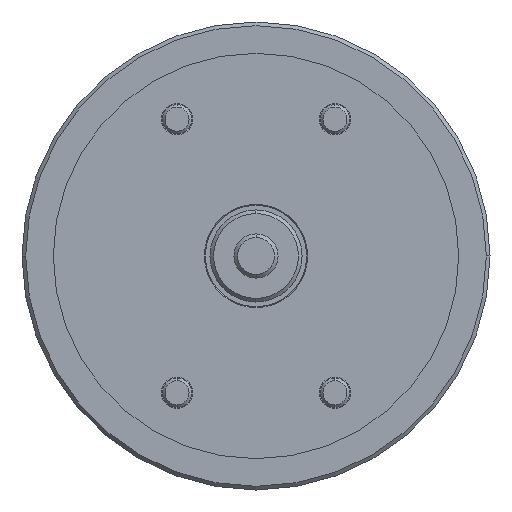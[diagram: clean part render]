
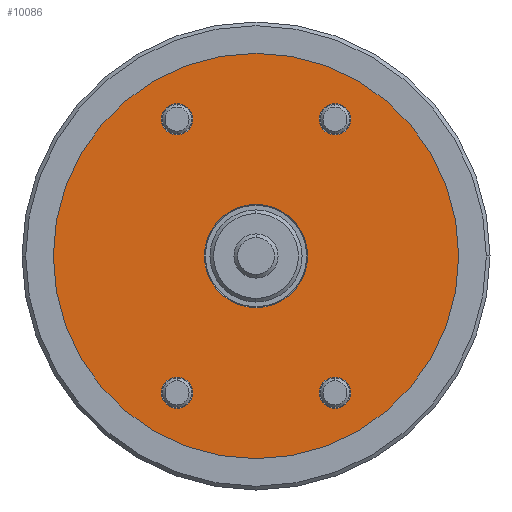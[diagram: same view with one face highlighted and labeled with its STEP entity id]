
A CAD part, left-side view. The second image highlights one B-rep face of the part: STEP entity #10086.
In plain terms, the highlighted planar face has unit normal (-1, 0, 0).
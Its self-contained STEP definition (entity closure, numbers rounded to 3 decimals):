
#8 = EDGE_CURVE ( 'NONE', #2005, #9901, #4549, .T. ) ;
#35 = CARTESIAN_POINT ( 'NONE',  ( 0., 42.863, -65.74 ) ) ;
#148 = DIRECTION ( 'NONE',  ( 0., 0., -1. ) ) ;
#203 = AXIS2_PLACEMENT_3D ( 'NONE', #4335, #9860, #5141 ) ;
#332 = ORIENTED_EDGE ( 'NONE', *, *, #6394, .T. ) ;
#340 = AXIS2_PLACEMENT_3D ( 'NONE', #9227, #4525, #10036 ) ;
#365 = ORIENTED_EDGE ( 'NONE', *, *, #7223, .F. ) ;
#390 = AXIS2_PLACEMENT_3D ( 'NONE', #9592, #4871, #148 ) ;
#442 = CIRCLE ( 'NONE', #2835, 8.5 ) ;
#496 = EDGE_LOOP ( 'NONE', ( #7702, #332 ) ) ;
#522 = ORIENTED_EDGE ( 'NONE', *, *, #2015, .T. ) ;
#761 = CARTESIAN_POINT ( 'NONE',  ( 0., 0., 0. ) ) ;
#858 = EDGE_LOOP ( 'NONE', ( #522, #7424 ) ) ;
#1097 = AXIS2_PLACEMENT_3D ( 'NONE', #7238, #2533, #8045 ) ;
#1317 = FACE_BOUND ( 'NONE', #6274, .T. ) ;
#1388 = AXIS2_PLACEMENT_3D ( 'NONE', #5273, #8402, #4516 ) ;
#1423 = EDGE_CURVE ( 'NONE', #6575, #6478, #442, .T. ) ;
#1535 = DIRECTION ( 'NONE',  ( 0., 0., 1. ) ) ;
#1571 = VERTEX_POINT ( 'NONE', #8806 ) ;
#1635 = DIRECTION ( 'NONE',  ( -1., 0., 0. ) ) ;
#1886 = VERTEX_POINT ( 'NONE', #2949 ) ;
#1936 = CARTESIAN_POINT ( 'NONE',  ( 0., 0., 28. ) ) ;
#1951 = VERTEX_POINT ( 'NONE', #5270 ) ;
#2005 = VERTEX_POINT ( 'NONE', #4368 ) ;
#2015 = EDGE_CURVE ( 'NONE', #4186, #6158, #6210, .T. ) ;
#2295 = DIRECTION ( 'NONE',  ( 1., 0., 0. ) ) ;
#2436 = CIRCLE ( 'NONE', #1097, 28. ) ;
#2454 = CARTESIAN_POINT ( 'NONE',  ( 0., 42.862, 74.24 ) ) ;
#2533 = DIRECTION ( 'NONE',  ( 1., 0., 0. ) ) ;
#2553 = EDGE_LOOP ( 'NONE', ( #4327, #7378 ) ) ;
#2623 = CIRCLE ( 'NONE', #9778, 110. ) ;
#2778 = CARTESIAN_POINT ( 'NONE',  ( 0., 42.863, -74.24 ) ) ;
#2835 = AXIS2_PLACEMENT_3D ( 'NONE', #3007, #8525, #3781 ) ;
#2840 = CARTESIAN_POINT ( 'NONE',  ( 0., 42.862, 82.74 ) ) ;
#2949 = CARTESIAN_POINT ( 'NONE',  ( 0., -42.862, -65.74 ) ) ;
#3007 = CARTESIAN_POINT ( 'NONE',  ( 0., 42.863, -74.24 ) ) ;
#3122 = CIRCLE ( 'NONE', #6075, 110. ) ;
#3158 = FACE_OUTER_BOUND ( 'NONE', #496, .T. ) ;
#3253 = DIRECTION ( 'NONE',  ( 0., -0.866, -0.5 ) ) ;
#3280 = CIRCLE ( 'NONE', #6905, 8.5 ) ;
#3517 = DIRECTION ( 'NONE',  ( 1., 0., 0. ) ) ;
#3550 = DIRECTION ( 'NONE',  ( 0., 0., 1. ) ) ;
#3766 = CARTESIAN_POINT ( 'NONE',  ( 0., 0., 110. ) ) ;
#3781 = DIRECTION ( 'NONE',  ( 0., 0., 1. ) ) ;
#3891 = AXIS2_PLACEMENT_3D ( 'NONE', #2454, #7983, #3253 ) ;
#3896 = CARTESIAN_POINT ( 'NONE',  ( 0., -42.863, 65.74 ) ) ;
#4186 = VERTEX_POINT ( 'NONE', #1936 ) ;
#4190 = EDGE_LOOP ( 'NONE', ( #4247, #6324 ) ) ;
#4247 = ORIENTED_EDGE ( 'NONE', *, *, #6026, .F. ) ;
#4251 = CARTESIAN_POINT ( 'NONE',  ( 0., -42.863, 74.24 ) ) ;
#4325 = CARTESIAN_POINT ( 'NONE',  ( 0., 0., 0. ) ) ;
#4327 = ORIENTED_EDGE ( 'NONE', *, *, #5485, .F. ) ;
#4335 = CARTESIAN_POINT ( 'NONE',  ( 0., -42.862, -74.24 ) ) ;
#4368 = CARTESIAN_POINT ( 'NONE',  ( 0., 42.862, 65.74 ) ) ;
#4516 = DIRECTION ( 'NONE',  ( 0., -0.866, -0.5 ) ) ;
#4525 = DIRECTION ( 'NONE',  ( -1., 0., 0. ) ) ;
#4549 = CIRCLE ( 'NONE', #1388, 8.5 ) ;
#4611 = EDGE_LOOP ( 'NONE', ( #5563, #6202 ) ) ;
#4655 = PLANE ( 'NONE',  #6647 ) ;
#4871 = DIRECTION ( 'NONE',  ( -1., 0., 0. ) ) ;
#5042 = DIRECTION ( 'NONE',  ( 0., 0., -1. ) ) ;
#5064 = VERTEX_POINT ( 'NONE', #6211 ) ;
#5141 = DIRECTION ( 'NONE',  ( 0., 0.866, 0.5 ) ) ;
#5171 = CARTESIAN_POINT ( 'NONE',  ( 0., 0., -28. ) ) ;
#5236 = EDGE_CURVE ( 'NONE', #7092, #1571, #6949, .T. ) ;
#5265 = FACE_BOUND ( 'NONE', #4190, .T. ) ;
#5270 = CARTESIAN_POINT ( 'NONE',  ( 0., -42.862, -82.74 ) ) ;
#5273 = CARTESIAN_POINT ( 'NONE',  ( 0., 42.862, 74.24 ) ) ;
#5485 = EDGE_CURVE ( 'NONE', #1886, #1951, #9420, .T. ) ;
#5516 = FACE_BOUND ( 'NONE', #4611, .T. ) ;
#5563 = ORIENTED_EDGE ( 'NONE', *, *, #9204, .F. ) ;
#5640 = EDGE_CURVE ( 'NONE', #1951, #1886, #10033, .T. ) ;
#6026 = EDGE_CURVE ( 'NONE', #6478, #6575, #10049, .T. ) ;
#6075 = AXIS2_PLACEMENT_3D ( 'NONE', #761, #6257, #1535 ) ;
#6158 = VERTEX_POINT ( 'NONE', #5171 ) ;
#6202 = ORIENTED_EDGE ( 'NONE', *, *, #5236, .F. ) ;
#6210 = CIRCLE ( 'NONE', #7737, 28. ) ;
#6211 = CARTESIAN_POINT ( 'NONE',  ( 0., 0., -110. ) ) ;
#6257 = DIRECTION ( 'NONE',  ( -1., 0., 0. ) ) ;
#6274 = EDGE_LOOP ( 'NONE', ( #365, #8449 ) ) ;
#6324 = ORIENTED_EDGE ( 'NONE', *, *, #1423, .F. ) ;
#6372 = CARTESIAN_POINT ( 'NONE',  ( 0., 0., 0. ) ) ;
#6394 = EDGE_CURVE ( 'NONE', #5064, #8791, #3122, .T. ) ;
#6478 = VERTEX_POINT ( 'NONE', #35 ) ;
#6493 = EDGE_CURVE ( 'NONE', #8791, #5064, #2623, .T. ) ;
#6575 = VERTEX_POINT ( 'NONE', #8816 ) ;
#6647 = AXIS2_PLACEMENT_3D ( 'NONE', #7005, #2295, #7816 ) ;
#6905 = AXIS2_PLACEMENT_3D ( 'NONE', #4251, #9762, #5042 ) ;
#6949 = CIRCLE ( 'NONE', #390, 8.5 ) ;
#7005 = CARTESIAN_POINT ( 'NONE',  ( 0., 27.5, 0. ) ) ;
#7092 = VERTEX_POINT ( 'NONE', #3896 ) ;
#7150 = DIRECTION ( 'NONE',  ( 0., 0., 1. ) ) ;
#7223 = EDGE_CURVE ( 'NONE', #9901, #2005, #10153, .T. ) ;
#7238 = CARTESIAN_POINT ( 'NONE',  ( 0., 0., 0. ) ) ;
#7353 = FACE_BOUND ( 'NONE', #2553, .T. ) ;
#7378 = ORIENTED_EDGE ( 'NONE', *, *, #5640, .F. ) ;
#7424 = ORIENTED_EDGE ( 'NONE', *, *, #9068, .T. ) ;
#7702 = ORIENTED_EDGE ( 'NONE', *, *, #6493, .T. ) ;
#7737 = AXIS2_PLACEMENT_3D ( 'NONE', #4325, #3517, #8259 ) ;
#7816 = DIRECTION ( 'NONE',  ( 0., 0., -1. ) ) ;
#7983 = DIRECTION ( 'NONE',  ( -1., 0., 0. ) ) ;
#8045 = DIRECTION ( 'NONE',  ( 0., 0., -1. ) ) ;
#8259 = DIRECTION ( 'NONE',  ( 0., 0., -1. ) ) ;
#8297 = DIRECTION ( 'NONE',  ( -1., 0., 0. ) ) ;
#8402 = DIRECTION ( 'NONE',  ( -1., 0., 0. ) ) ;
#8449 = ORIENTED_EDGE ( 'NONE', *, *, #8, .F. ) ;
#8525 = DIRECTION ( 'NONE',  ( -1., 0., 0. ) ) ;
#8791 = VERTEX_POINT ( 'NONE', #3766 ) ;
#8806 = CARTESIAN_POINT ( 'NONE',  ( 0., -42.863, 82.74 ) ) ;
#8816 = CARTESIAN_POINT ( 'NONE',  ( 0., 42.863, -82.74 ) ) ;
#9068 = EDGE_CURVE ( 'NONE', #6158, #4186, #2436, .T. ) ;
#9204 = EDGE_CURVE ( 'NONE', #1571, #7092, #3280, .T. ) ;
#9227 = CARTESIAN_POINT ( 'NONE',  ( 0., -42.862, -74.24 ) ) ;
#9420 = CIRCLE ( 'NONE', #203, 8.5 ) ;
#9458 = FACE_BOUND ( 'NONE', #858, .T. ) ;
#9592 = CARTESIAN_POINT ( 'NONE',  ( 0., -42.863, 74.24 ) ) ;
#9635 = AXIS2_PLACEMENT_3D ( 'NONE', #2778, #8297, #3550 ) ;
#9762 = DIRECTION ( 'NONE',  ( -1., 0., 0. ) ) ;
#9778 = AXIS2_PLACEMENT_3D ( 'NONE', #6372, #1635, #7150 ) ;
#9860 = DIRECTION ( 'NONE',  ( -1., 0., 0. ) ) ;
#9901 = VERTEX_POINT ( 'NONE', #2840 ) ;
#10033 = CIRCLE ( 'NONE', #340, 8.5 ) ;
#10036 = DIRECTION ( 'NONE',  ( 0., 0.866, 0.5 ) ) ;
#10049 = CIRCLE ( 'NONE', #9635, 8.5 ) ;
#10086 = ADVANCED_FACE ( 'NONE', ( #7353, #5516, #1317, #9458, #5265, #3158 ), #4655, .F. ) ;
#10153 = CIRCLE ( 'NONE', #3891, 8.5 ) ;
